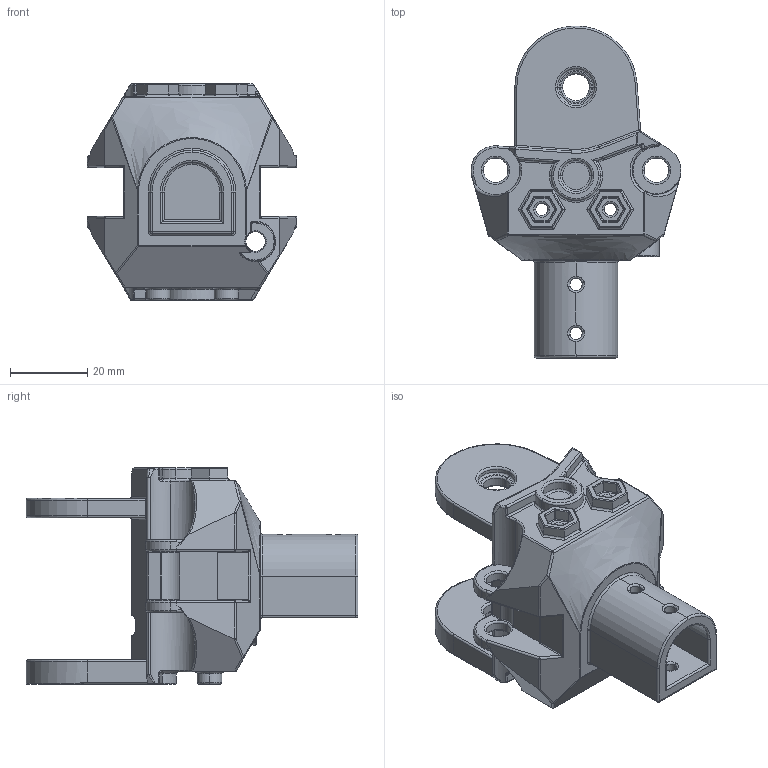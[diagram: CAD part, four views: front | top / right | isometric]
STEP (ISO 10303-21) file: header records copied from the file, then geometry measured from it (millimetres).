
FILE_DESCRIPTION (( 'STEP AP214' ), '1' );
FILE_NAME ('AARL_QR_FR_LE_PL_BL_003v3.STEP', '2024-06-21T05:36:47', ( '' ), ( '' ), 'SwSTEP 2.0', 'SolidWorks 2024', '' );
FILE_SCHEMA (( 'AUTOMOTIVE_DESIGN' ));
Length unit declared in the file: inch
Products named in the file (1): AARL_QR_FR_LE_PL_BL_003v3
Bounding box: 54.48 x 86.16 x 56.2 mm (x, y, z)
Volume: 66407.3 mm3; surface area: 20628.3 mm2
Topology: 1 solids, 1 shells, 636 faces, 1552 edges, 890 vertices
Faces by surface type: cylinder 258, torus 148, plane 101, bspline 97, sphere 32
Entity records: 22033 total; most frequent: CARTESIAN_POINT 8058, ORIENTED_EDGE 3036, DIRECTION 2925, EDGE_CURVE 1518, AXIS2_PLACEMENT_3D 1216, VERTEX_POINT 886, CIRCLE 676, EDGE_LOOP 668
